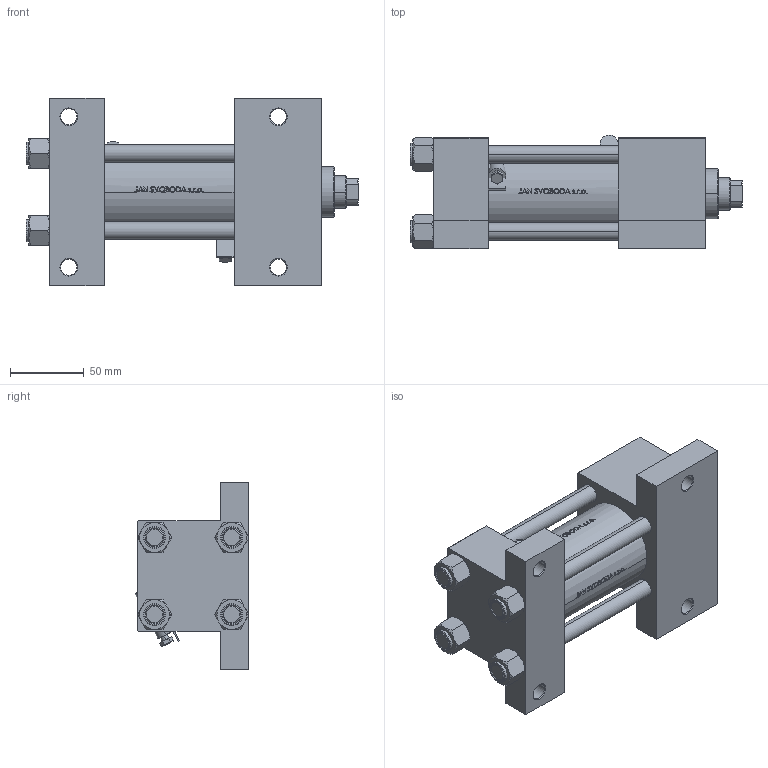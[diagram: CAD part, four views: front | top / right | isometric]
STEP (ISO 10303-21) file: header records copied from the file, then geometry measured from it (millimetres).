
FILE_DESCRIPTION (( 'STEP AP203' ), '1' );
FILE_NAME ('632e.STEP', '2023-08-23T06:12:34', ( '' ), ( '' ), 'SwSTEP 2.0', 'SolidWorks 2019', '' );
FILE_SCHEMA (( 'CONFIG_CONTROL_DESIGN' ));
Length unit declared in the file: millimetre
Products named in the file (7): V215CR_G_Body 3ea909947e27a68ecc8e33476b2860b9; V215CR_G_TYCINKA 3ea909947e27a68ecc8e33476b2860b9; MSRF_MSRG1 3ea909947e27a68ecc8e33476b2860b9; V215_VC_A 3ea909947e27a68ecc8e33476b2860b9; V215CR_VCP_G 3ea909947e27a68ecc8e33476b2860b9; NUT_M5_G 3ea909947e27a68ecc8e33476b2860b9; 632e
Assembly tree (13 placements, depth 2):
  632e
    V215CR_G_Body 3ea909947e27a68ecc8e33476b2860b9
    V215CR_VCP_G 3ea909947e27a68ecc8e33476b2860b9
    V215CR_G_TYCINKA 3ea909947e27a68ecc8e33476b2860b9  x4
    NUT_M5_G 3ea909947e27a68ecc8e33476b2860b9  x4
    V215_VC_A 3ea909947e27a68ecc8e33476b2860b9
    MSRF_MSRG1 3ea909947e27a68ecc8e33476b2860b9  x2
Bounding box: 225 x 77.15 x 127 mm (x, y, z)
Volume: 803089.9 mm3; surface area: 180445.9 mm2
Topology: 13 solids, 13 shells, 1152 faces, 2902 edges, 1863 vertices
Faces by surface type: plane 468, bspline 380, cylinder 152, cone 144, torus 8
Entity records: 48514 total; most frequent: CARTESIAN_POINT 26071, ORIENTED_EDGE 5146, DIRECTION 3189, EDGE_CURVE 2573, VERTEX_POINT 1671, LINE 1343, VECTOR 1343, EDGE_LOOP 1104
